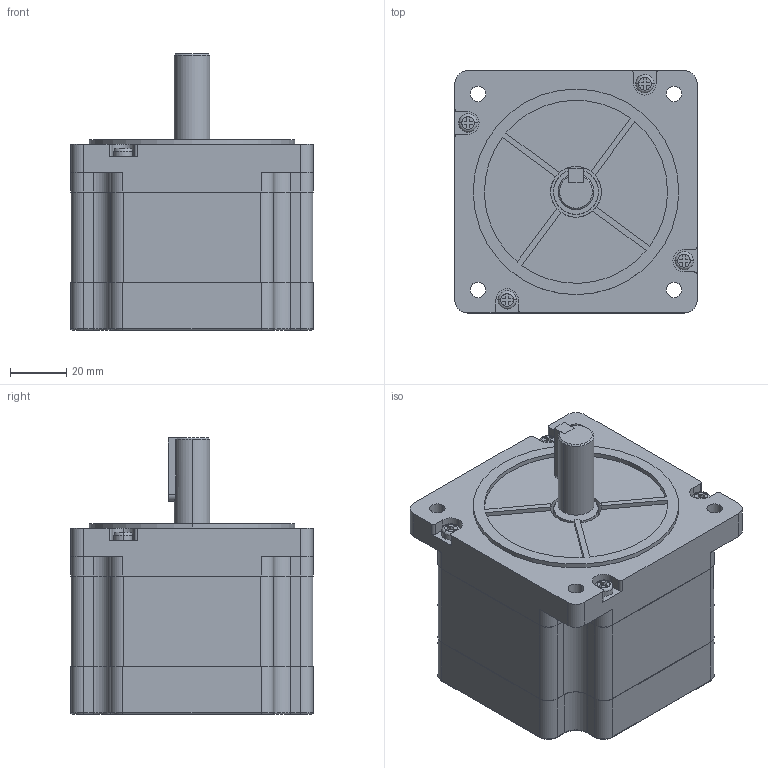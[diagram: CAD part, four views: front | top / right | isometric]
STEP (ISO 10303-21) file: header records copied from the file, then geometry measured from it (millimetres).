
FILE_DESCRIPTION (( 'STEP AP203' ), '1' );
FILE_NAME ('86CM35.STEP', '2018-06-14T08:45:18', ( 'Microsoft' ), ( 'China' ), 'SwSTEP 2.0', 'SolidWorks 2011', '' );
FILE_SCHEMA (( 'CONFIG_CONTROL_DESIGN' ));
Length unit declared in the file: millimetre
Products named in the file (1): 86CM35
Bounding box: 86 x 86 x 98 mm (x, y, z)
Volume: 445542.4 mm3; surface area: 40881.7 mm2
Topology: 2 solids, 2 shells, 301 faces, 766 edges, 484 vertices
Faces by surface type: plane 139, cylinder 129, torus 28, cone 5
Entity records: 9225 total; most frequent: DIRECTION 1692, CARTESIAN_POINT 1588, ORIENTED_EDGE 1532, EDGE_CURVE 766, AXIS2_PLACEMENT_3D 628, VERTEX_POINT 484, VECTOR 436, LINE 436
